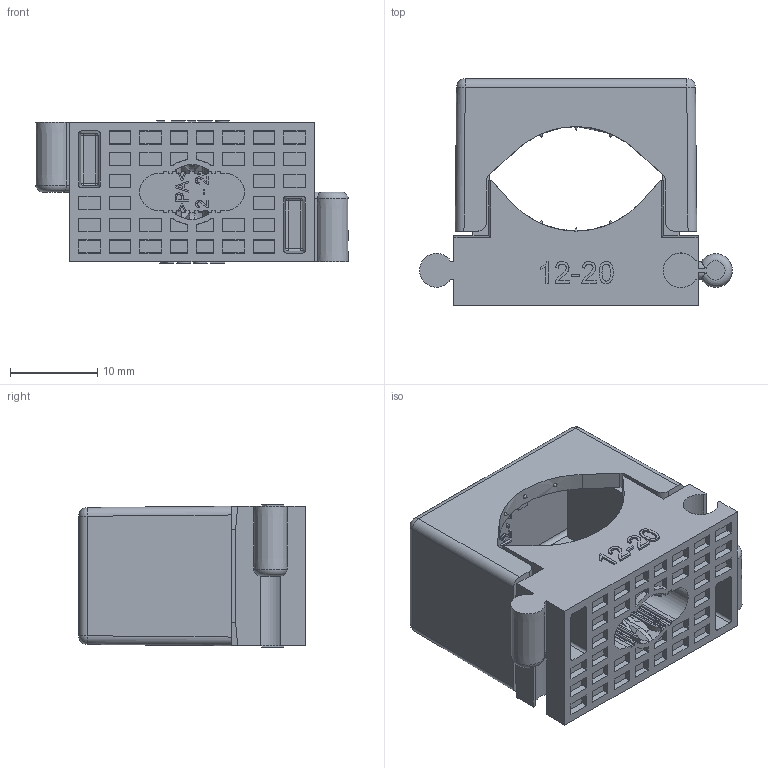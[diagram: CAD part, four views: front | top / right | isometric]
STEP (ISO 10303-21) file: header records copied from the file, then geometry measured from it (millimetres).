
FILE_DESCRIPTION (( 'STEP AP214' ), '1' );
FILE_NAME ('2249952.STEP', '2025-10-01T11:20:01', ( '' ), ( '' ), 'SwSTEP 2.0', 'SolidWorks 2024', '' );
FILE_SCHEMA (( 'AUTOMOTIVE_DESIGN' ));
Length unit declared in the file: millimetre
Products named in the file (3): 2249952; ES130-03-02_12-20 LGR 06514154; ES130-03-01_12-20 LGR 06514162
Assembly tree (2 placements, depth 2):
  2249952
    ES130-03-01_12-20 LGR 06514162
    ES130-03-02_12-20 LGR 06514154
Bounding box: 35.88 x 26 x 16.4 mm (x, y, z)
Volume: 5077.1 mm3; surface area: 7094.6 mm2
Topology: 2 solids, 2 shells, 949 faces, 2541 edges, 1654 vertices
Faces by surface type: plane 589, cylinder 184, bspline 114, cone 34, torus 16, sphere 12
Full cylindrical faces by diameter (mm): 2.7 x2
Entity records: 35421 total; most frequent: CARTESIAN_POINT 13005, ORIENTED_EDGE 5002, DIRECTION 3959, EDGE_CURVE 2501, LINE 1799, VECTOR 1799, VERTEX_POINT 1642, AXIS2_PLACEMENT_3D 1080
